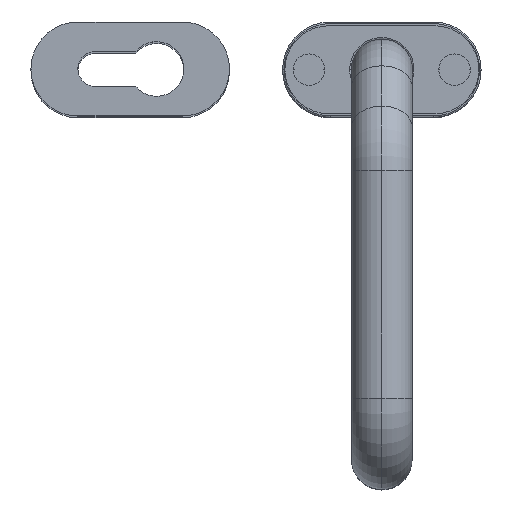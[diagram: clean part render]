
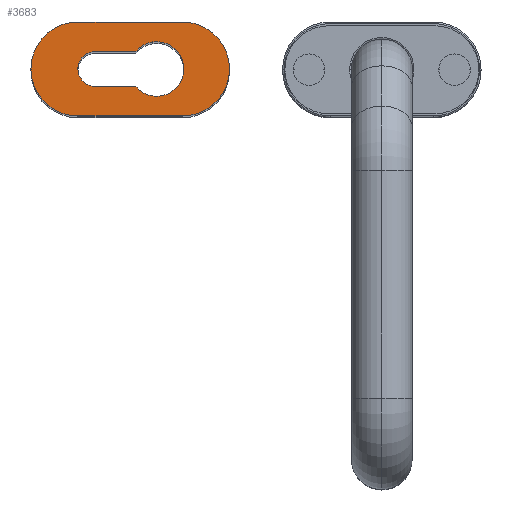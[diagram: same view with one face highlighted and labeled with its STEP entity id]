
A CAD part, top view. The second image highlights one B-rep face of the part: STEP entity #3683.
In plain terms, the highlighted planar face has unit normal (0, 0, 1).
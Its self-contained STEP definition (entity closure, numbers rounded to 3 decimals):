
#92 = CARTESIAN_POINT ( 'NONE',  ( 5.75, 1.826, 10. ) ) ;
#186 = VERTEX_POINT ( 'NONE', #3796 ) ;
#205 = DIRECTION ( 'NONE',  ( 0., 1., 0. ) ) ;
#315 = CARTESIAN_POINT ( 'NONE',  ( -5.75, -11.5, 10. ) ) ;
#321 = DIRECTION ( 'NONE',  ( 1., 0., 0. ) ) ;
#337 = CARTESIAN_POINT ( 'NONE',  ( 0., 8.75, 10. ) ) ;
#389 = CARTESIAN_POINT ( 'NONE',  ( 0., 8.75, 10. ) ) ;
#443 = EDGE_CURVE ( 'NONE', #1311, #1910, #2042, .T. ) ;
#579 = EDGE_CURVE ( 'NONE', #3623, #4874, #4522, .T. ) ;
#606 = DIRECTION ( 'NONE',  ( 0., 1., 0. ) ) ;
#623 = CARTESIAN_POINT ( 'NONE',  ( 5.75, -11.5, 10. ) ) ;
#629 = VECTOR ( 'NONE', #731, 1000. ) ;
#692 = DIRECTION ( 'NONE',  ( 1., 0., 0. ) ) ;
#721 = EDGE_CURVE ( 'NONE', #4874, #1197, #1241, .T. ) ;
#731 = DIRECTION ( 'NONE',  ( 0., -1., 0. ) ) ;
#755 = CARTESIAN_POINT ( 'NONE',  ( 0., 17.25, 10. ) ) ;
#778 = DIRECTION ( 'NONE',  ( 1., 0., 0. ) ) ;
#968 = CIRCLE ( 'NONE', #2848, 9. ) ;
#1038 = CARTESIAN_POINT ( 'NONE',  ( 0., 8.75, 10. ) ) ;
#1168 = DIRECTION ( 'NONE',  ( 1., 0., 0. ) ) ;
#1181 = ORIENTED_EDGE ( 'NONE', *, *, #579, .T. ) ;
#1197 = VERTEX_POINT ( 'NONE', #4948 ) ;
#1241 = CIRCLE ( 'NONE', #3612, 15.5 ) ;
#1253 = ORIENTED_EDGE ( 'NONE', *, *, #2967, .T. ) ;
#1261 = VECTOR ( 'NONE', #205, 1000. ) ;
#1311 = VERTEX_POINT ( 'NONE', #315 ) ;
#1320 = EDGE_CURVE ( 'NONE', #186, #4804, #1378, .T. ) ;
#1378 = CIRCLE ( 'NONE', #1867, 9. ) ;
#1425 = CARTESIAN_POINT ( 'NONE',  ( 15.5, 17.25, 10. ) ) ;
#1447 = DIRECTION ( 'NONE',  ( 0., 0., 1. ) ) ;
#1661 = ORIENTED_EDGE ( 'NONE', *, *, #2607, .T. ) ;
#1761 = DIRECTION ( 'NONE',  ( 0., -1., 0. ) ) ;
#1834 = VERTEX_POINT ( 'NONE', #92 ) ;
#1867 = AXIS2_PLACEMENT_3D ( 'NONE', #1038, #4969, #3014 ) ;
#1892 = VECTOR ( 'NONE', #1761, 1000. ) ;
#1910 = VERTEX_POINT ( 'NONE', #623 ) ;
#1940 = DIRECTION ( 'NONE',  ( 0., 0., 1. ) ) ;
#2042 = CIRCLE ( 'NONE', #4917, 5.75 ) ;
#2058 = CARTESIAN_POINT ( 'NONE',  ( 0., -11.5, 10. ) ) ;
#2086 = CARTESIAN_POINT ( 'NONE',  ( 9., 8.75, 10. ) ) ;
#2134 = ORIENTED_EDGE ( 'NONE', *, *, #443, .F. ) ;
#2157 = EDGE_CURVE ( 'NONE', #1834, #2795, #968, .T. ) ;
#2368 = CARTESIAN_POINT ( 'NONE',  ( -5.75, 1.826, 10. ) ) ;
#2406 = DIRECTION ( 'NONE',  ( 0., 0., 1. ) ) ;
#2440 = CARTESIAN_POINT ( 'NONE',  ( 15.5, 17.25, 10. ) ) ;
#2559 = LINE ( 'NONE', #4463, #2597 ) ;
#2597 = VECTOR ( 'NONE', #606, 1000. ) ;
#2607 = EDGE_CURVE ( 'NONE', #1197, #3098, #2902, .T. ) ;
#2709 = PLANE ( 'NONE',  #4725 ) ;
#2795 = VERTEX_POINT ( 'NONE', #2086 ) ;
#2803 = AXIS2_PLACEMENT_3D ( 'NONE', #389, #2406, #778 ) ;
#2848 = AXIS2_PLACEMENT_3D ( 'NONE', #337, #4680, #5038 ) ;
#2902 = LINE ( 'NONE', #1425, #1261 ) ;
#2967 = EDGE_CURVE ( 'NONE', #3098, #3623, #4357, .T. ) ;
#3014 = DIRECTION ( 'NONE',  ( 1., 0., 0. ) ) ;
#3022 = DIRECTION ( 'NONE',  ( 0., 0., 1. ) ) ;
#3029 = ORIENTED_EDGE ( 'NONE', *, *, #1320, .F. ) ;
#3073 = CARTESIAN_POINT ( 'NONE',  ( 0., 17.25, 10. ) ) ;
#3098 = VERTEX_POINT ( 'NONE', #2440 ) ;
#3115 = FACE_OUTER_BOUND ( 'NONE', #3584, .T. ) ;
#3119 = AXIS2_PLACEMENT_3D ( 'NONE', #3073, #1447, #692 ) ;
#3149 = ORIENTED_EDGE ( 'NONE', *, *, #3529, .F. ) ;
#3168 = CARTESIAN_POINT ( 'NONE',  ( -15.5, 17.25, 10. ) ) ;
#3191 = CARTESIAN_POINT ( 'NONE',  ( -15.5, -17.25, 10. ) ) ;
#3529 = EDGE_CURVE ( 'NONE', #2795, #186, #5018, .T. ) ;
#3584 = EDGE_LOOP ( 'NONE', ( #1253, #1181, #4775, #1661 ) ) ;
#3612 = AXIS2_PLACEMENT_3D ( 'NONE', #4593, #3022, #321 ) ;
#3621 = DIRECTION ( 'NONE',  ( 0., 0., 1. ) ) ;
#3623 = VERTEX_POINT ( 'NONE', #3168 ) ;
#3652 = EDGE_LOOP ( 'NONE', ( #3857, #3029, #3149, #4661, #3814, #2134 ) ) ;
#3683 = ADVANCED_FACE ( 'NONE', ( #3115, #4277 ), #2709, .T. ) ;
#3796 = CARTESIAN_POINT ( 'NONE',  ( -9., 8.75, 10. ) ) ;
#3814 = ORIENTED_EDGE ( 'NONE', *, *, #3892, .F. ) ;
#3857 = ORIENTED_EDGE ( 'NONE', *, *, #4166, .F. ) ;
#3892 = EDGE_CURVE ( 'NONE', #1910, #1834, #2559, .T. ) ;
#4166 = EDGE_CURVE ( 'NONE', #4804, #1311, #4201, .T. ) ;
#4201 = LINE ( 'NONE', #4660, #629 ) ;
#4277 = FACE_BOUND ( 'NONE', #3652, .T. ) ;
#4285 = DIRECTION ( 'NONE',  ( 1., 0., 0. ) ) ;
#4357 = CIRCLE ( 'NONE', #3119, 15.5 ) ;
#4415 = CARTESIAN_POINT ( 'NONE',  ( -15.5, 17.25, 10. ) ) ;
#4463 = CARTESIAN_POINT ( 'NONE',  ( 5.75, 1.826, 10. ) ) ;
#4522 = LINE ( 'NONE', #4415, #1892 ) ;
#4593 = CARTESIAN_POINT ( 'NONE',  ( 0., -17.25, 10. ) ) ;
#4660 = CARTESIAN_POINT ( 'NONE',  ( -5.75, 1.826, 10. ) ) ;
#4661 = ORIENTED_EDGE ( 'NONE', *, *, #2157, .F. ) ;
#4680 = DIRECTION ( 'NONE',  ( 0., 0., 1. ) ) ;
#4725 = AXIS2_PLACEMENT_3D ( 'NONE', #755, #1940, #1168 ) ;
#4775 = ORIENTED_EDGE ( 'NONE', *, *, #721, .T. ) ;
#4804 = VERTEX_POINT ( 'NONE', #2368 ) ;
#4874 = VERTEX_POINT ( 'NONE', #3191 ) ;
#4917 = AXIS2_PLACEMENT_3D ( 'NONE', #2058, #3621, #4285 ) ;
#4948 = CARTESIAN_POINT ( 'NONE',  ( 15.5, -17.25, 10. ) ) ;
#4969 = DIRECTION ( 'NONE',  ( 0., 0., 1. ) ) ;
#5018 = CIRCLE ( 'NONE', #2803, 9. ) ;
#5038 = DIRECTION ( 'NONE',  ( 1., 0., 0. ) ) ;
